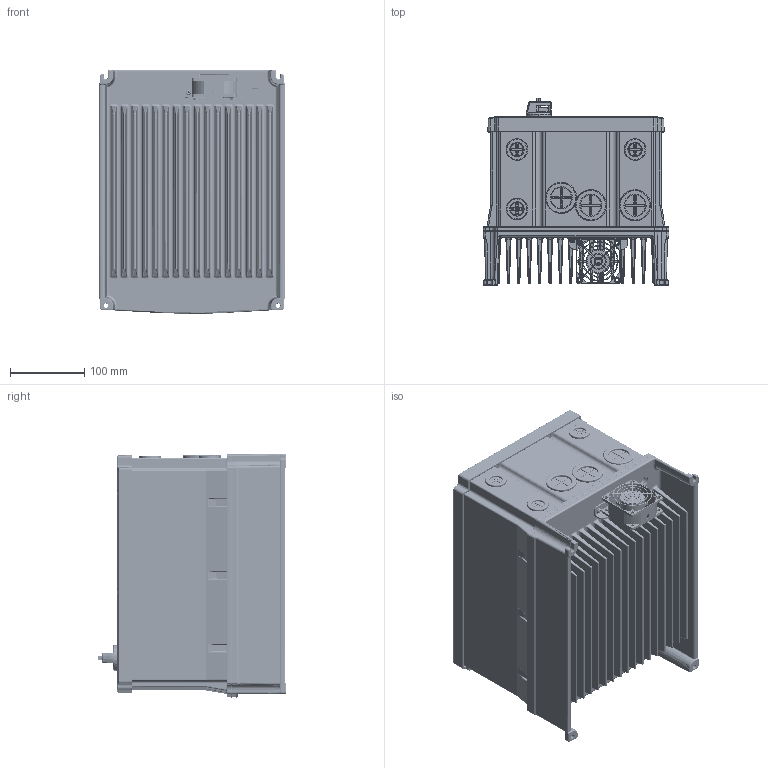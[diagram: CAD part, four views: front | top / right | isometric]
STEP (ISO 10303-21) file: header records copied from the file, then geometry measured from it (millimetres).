
FILE_DESCRIPTION (( 'STEP AP214' ), '1' );
FILE_NAME ('total_075_v2_assy_asm red surfs r1 red 3 combined from NON PDS 3F Ext Comb 1 w PLUGSb.STEP', '2021-03-10T23:29:35', ( '' ), ( '' ), 'SwSTEP 2.0', 'SolidWorks 2017', '' );
FILE_SCHEMA (( 'AUTOMOTIVE_DESIGN' ));
Length unit declared in the file: millimetre
Products named in the file (1): total_075_v2_assy_asm red surfs  r1 red 3 combined from NON PDS 3F Ext Comb 1 w PLUGSb
Bounding box: 250 x 252.8 x 327.88 mm (x, y, z)
Volume: 11243858.2 mm3; surface area: 1283264.4 mm2
Topology: 11 solids, 25 shells, 4345 faces, 10755 edges, 6605 vertices
Faces by surface type: cylinder 1598, plane 1279, torus 681, bspline 406, cone 267, sphere 114
Entity records: 181657 total; most frequent: CARTESIAN_POINT 83391, ORIENTED_EDGE 21478, DIRECTION 19318, EDGE_CURVE 10739, AXIS2_PLACEMENT_3D 7410, VERTEX_POINT 6601, EDGE_LOOP 4668, LINE 4498
